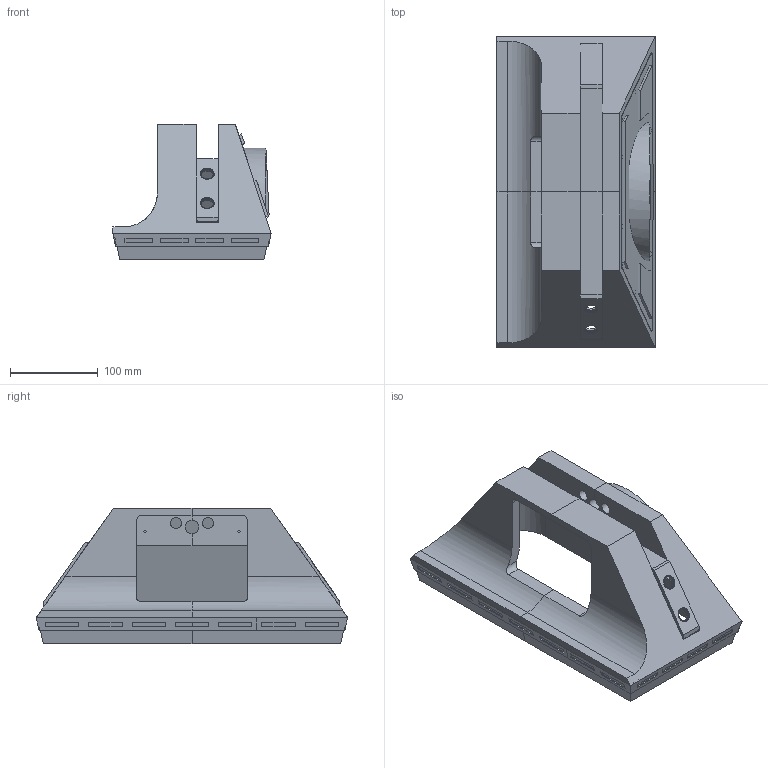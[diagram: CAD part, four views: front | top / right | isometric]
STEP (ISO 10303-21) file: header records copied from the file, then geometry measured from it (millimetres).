
FILE_DESCRIPTION(/* description */ (''),/* implementation_level */ '2;1');
FILE_NAME(/* name */ 'MaxDrive Foot Shell (STEP).step',/* time_stamp */ '2024-05-27T09:56:56-07:00',/* author */ (''),/* organization */ (''),/* preprocessor_version */ 'ST-DEVELOPER v20',/* originating_system */ 'Autodesk Translation Framework v13.14.0.145',/* authorisation */ '');
FILE_SCHEMA (('AUTOMOTIVE_DESIGN { 1 0 10303 214 3 1 1 }'));
Length unit declared in the file: inch
Products named in the file (1): MaxDrive Foot Shell (EXPORT)
Bounding box: 180.37 x 355.34 x 155.13 mm (x, y, z)
Volume: 1563942.6 mm3; surface area: 395417.5 mm2
Topology: 10 solids, 10 shells, 480 faces, 1221 edges, 812 vertices
Faces by surface type: plane 374, cylinder 88, bspline 18
Full cylindrical faces by diameter (mm): 2.54 x8, 6.35 x31, 12.7 x4, 14.453 x2, 15.875 x8
Entity records: 17073 total; most frequent: CARTESIAN_POINT 5266, ORIENTED_EDGE 2442, DIRECTION 2263, EDGE_CURVE 1221, LINE 985, VECTOR 985, VERTEX_POINT 812, AXIS2_PLACEMENT_3D 639
